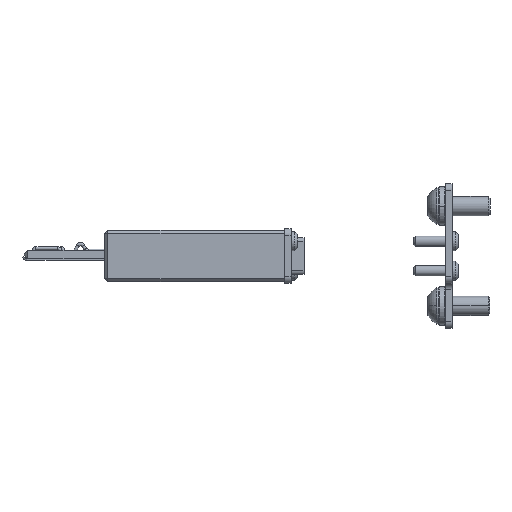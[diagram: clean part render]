
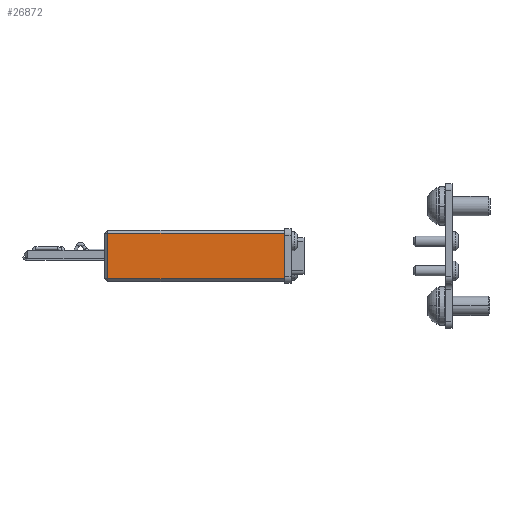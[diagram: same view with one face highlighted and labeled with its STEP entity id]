
A CAD part, left-side view. The second image highlights one B-rep face of the part: STEP entity #26872.
In plain terms, the highlighted planar face has unit normal (-1, 0, 0).
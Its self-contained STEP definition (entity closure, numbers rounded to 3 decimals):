
#103 = VERTEX_POINT ( 'NONE', #25311 ) ;
#557 = CARTESIAN_POINT ( 'NONE',  ( -10., 0., -4.28 ) ) ;
#835 = CARTESIAN_POINT ( 'NONE',  ( -10., 28., 3.22 ) ) ;
#4711 = DIRECTION ( 'NONE',  ( 0., 0., -1. ) ) ;
#4771 = VERTEX_POINT ( 'NONE', #32610 ) ;
#5300 = DIRECTION ( 'NONE',  ( 1., 0., 0. ) ) ;
#7284 = LINE ( 'NONE', #9646, #27515 ) ;
#7503 = FACE_OUTER_BOUND ( 'NONE', #25889, .T. ) ;
#9646 = CARTESIAN_POINT ( 'NONE',  ( -10., 28., -3.78 ) ) ;
#9687 = VECTOR ( 'NONE', #4711, 1000. ) ;
#11292 = AXIS2_PLACEMENT_3D ( 'NONE', #13136, #5300, #15698 ) ;
#11456 = EDGE_CURVE ( 'NONE', #33796, #14900, #21388, .T. ) ;
#13003 = ORIENTED_EDGE ( 'NONE', *, *, #19267, .T. ) ;
#13136 = CARTESIAN_POINT ( 'NONE',  ( -10., 28., -4.28 ) ) ;
#14131 = DIRECTION ( 'NONE',  ( 0., 1., 0. ) ) ;
#14900 = VERTEX_POINT ( 'NONE', #24953 ) ;
#15698 = DIRECTION ( 'NONE',  ( 0., 1., 0. ) ) ;
#17524 = VECTOR ( 'NONE', #14131, 1000. ) ;
#18194 = CARTESIAN_POINT ( 'NONE',  ( -10., 0., -3.78 ) ) ;
#18467 = DIRECTION ( 'NONE',  ( 0., 0., 1. ) ) ;
#19267 = EDGE_CURVE ( 'NONE', #103, #33796, #7284, .T. ) ;
#20096 = DIRECTION ( 'NONE',  ( 0., -1., 0. ) ) ;
#21388 = LINE ( 'NONE', #557, #26127 ) ;
#23254 = PLANE ( 'NONE',  #11292 ) ;
#23318 = LINE ( 'NONE', #28466, #9687 ) ;
#24359 = ORIENTED_EDGE ( 'NONE', *, *, #29002, .T. ) ;
#24953 = CARTESIAN_POINT ( 'NONE',  ( -10., 0., 3.22 ) ) ;
#25311 = CARTESIAN_POINT ( 'NONE',  ( -10., 27.5, -3.78 ) ) ;
#25889 = EDGE_LOOP ( 'NONE', ( #26361, #24359, #32493, #13003 ) ) ;
#26127 = VECTOR ( 'NONE', #18467, 1000. ) ;
#26209 = EDGE_CURVE ( 'NONE', #4771, #103, #23318, .T. ) ;
#26361 = ORIENTED_EDGE ( 'NONE', *, *, #11456, .T. ) ;
#26872 = ADVANCED_FACE ( 'NONE', ( #7503 ), #23254, .F. ) ;
#26973 = LINE ( 'NONE', #835, #17524 ) ;
#27515 = VECTOR ( 'NONE', #20096, 1000. ) ;
#28466 = CARTESIAN_POINT ( 'NONE',  ( -10., 27.5, -4.28 ) ) ;
#29002 = EDGE_CURVE ( 'NONE', #14900, #4771, #26973, .T. ) ;
#32493 = ORIENTED_EDGE ( 'NONE', *, *, #26209, .T. ) ;
#32610 = CARTESIAN_POINT ( 'NONE',  ( -10., 27.5, 3.22 ) ) ;
#33796 = VERTEX_POINT ( 'NONE', #18194 ) ;
